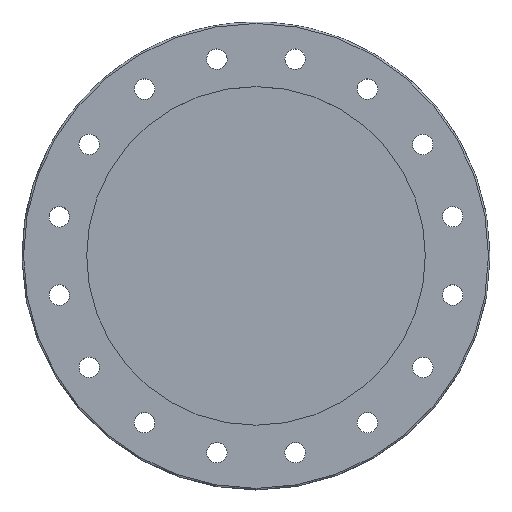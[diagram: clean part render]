
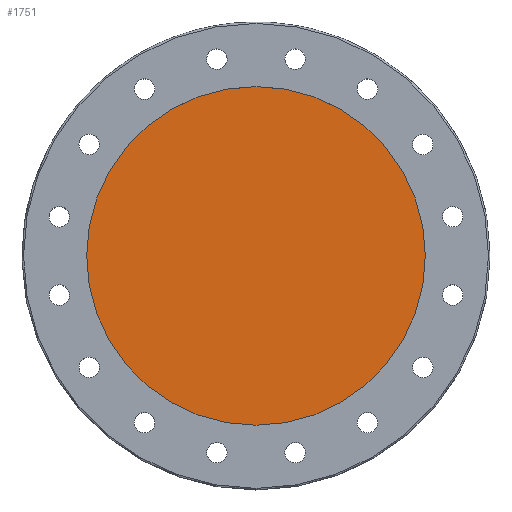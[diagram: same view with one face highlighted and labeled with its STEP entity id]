
A CAD part, top view. The second image highlights one B-rep face of the part: STEP entity #1751.
In plain terms, the highlighted face is planar.
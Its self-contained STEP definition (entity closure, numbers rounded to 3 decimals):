
#1711=CARTESIAN_POINT('',(59.7,0.,0.0));
#1712=VERTEX_POINT('',#1711);
#1713=CARTESIAN_POINT('',(0.0,0.0,0.0));
#1714=DIRECTION('',(0.0,0.0,1.0));
#1715=DIRECTION('',(-1.0,0.0,0.0));
#1716=AXIS2_PLACEMENT_3D('',#1713,#1714,#1715);
#1717=CIRCLE('',#1716,59.7);
#1718=EDGE_CURVE('',#1712,#1712,#1717,.T.);
#1743=CARTESIAN_POINT('',(0.0,0.0,0.0));
#1744=DIRECTION('',(0.0,0.0,-1.0));
#1745=DIRECTION('',(-1.0,0.0,0.0));
#1746=AXIS2_PLACEMENT_3D('',#1743,#1744,#1745);
#1747=PLANE('',#1746);
#1748=ORIENTED_EDGE('',*,*,#1718,.F.);
#1749=EDGE_LOOP('',(#1748));
#1750=FACE_OUTER_BOUND('',#1749,.T.);
#1751=ADVANCED_FACE('',(#1750),#1747,.T.);
